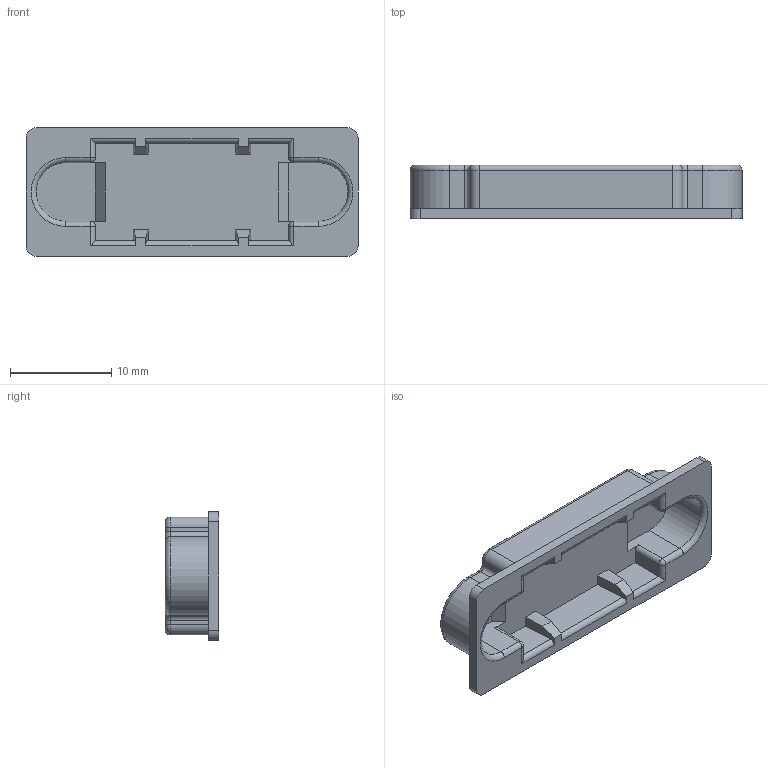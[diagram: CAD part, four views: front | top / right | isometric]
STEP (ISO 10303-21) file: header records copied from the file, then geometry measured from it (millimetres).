
FILE_DESCRIPTION( ( 'Unknown' ), '1' );
FILE_NAME( '260609.stp', 'Unknown', ( 'Unknown' ), ( 'Unknown' ), 'XStep 1.0', 'Unknown', ' ' );
FILE_SCHEMA( ( 'automotive_design' ) );
Length unit declared in the file: millimetre
Products named in the file (1): 1
Bounding box: 32.8 x 5.3 x 12.7 mm (x, y, z)
Volume: 780 mm3; surface area: 1590.1 mm2
Topology: 1 solids, 1 shells, 118 faces, 304 edges, 186 vertices
Faces by surface type: plane 58, cylinder 44, torus 12, sphere 4
Entity records: 4486 total; most frequent: DIRECTION 636, CARTESIAN_POINT 605, ORIENTED_EDGE 600, EDGE_CURVE 300, AXIS2_PLACEMENT_3D 217, LINE 202, VECTOR 202, VERTEX_POINT 186
